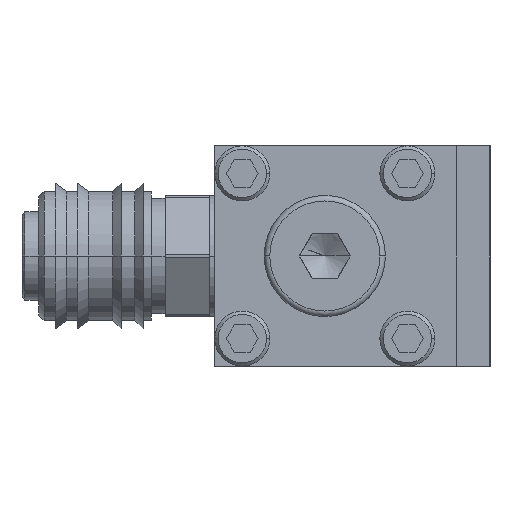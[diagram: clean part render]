
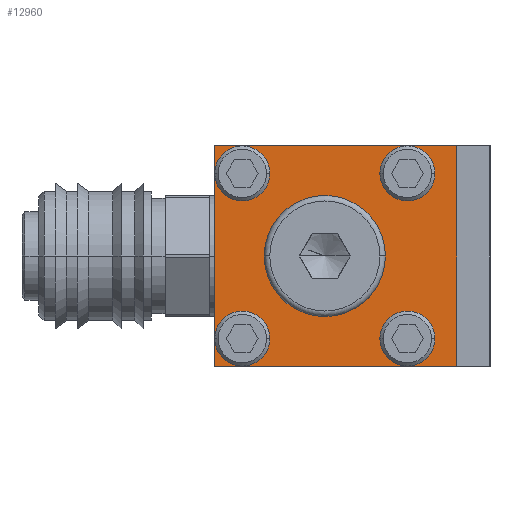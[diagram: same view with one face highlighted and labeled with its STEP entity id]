
A CAD part, left-side view. The second image highlights one B-rep face of the part: STEP entity #12960.
In plain terms, the highlighted face is planar.
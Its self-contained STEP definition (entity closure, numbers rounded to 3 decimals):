
#8710=CARTESIAN_POINT('',(-20.,-6.,-14.5));
#8720=VERTEX_POINT('',#8710);
#8750=CARTESIAN_POINT('',(-20.,0.,-14.5));
#8760=DIRECTION('',(0.,-1.,0.));
#8770=VECTOR('',#8760,1.);
#8780=LINE('',#8750,#8770);
#8790=CARTESIAN_POINT('',(-20.,-50.,-14.5));
#8800=VERTEX_POINT('',#8790);
#8810=EDGE_CURVE('',#8720,#8800,#8780,.T.);
#10660=CARTESIAN_POINT('',(11.7,-45.,-14.5));
#10670=VERTEX_POINT('',#10660);
#10750=CARTESIAN_POINT('',(18.3,-45.,-14.5));
#10760=VERTEX_POINT('',#10750);
#10790=CARTESIAN_POINT('',(15.,-45.,-14.5));
#10800=DIRECTION('',(0.,0.,-1.));
#10810=DIRECTION('',(-1.,0.,0.));
#10820=AXIS2_PLACEMENT_3D('',#10790,#10800,#10810);
#10830=CIRCLE('',#10820,3.3);
#10840=EDGE_CURVE('',#10760,#10670,#10830,.T.);
#10980=CARTESIAN_POINT('',(18.3,-15.,-14.5));
#10990=VERTEX_POINT('',#10980);
#11070=CARTESIAN_POINT('',(11.7,-15.,-14.5));
#11080=VERTEX_POINT('',#11070);
#11110=CARTESIAN_POINT('',(15.,-15.,-14.5));
#11120=DIRECTION('',(0.,0.,-1.));
#11130=DIRECTION('',(-1.,0.,0.));
#11140=AXIS2_PLACEMENT_3D('',#11110,#11120,#11130);
#11150=CIRCLE('',#11140,3.3);
#11160=EDGE_CURVE('',#11080,#10990,#11150,.T.);
#11300=CARTESIAN_POINT('',(-18.3,-45.,-14.5));
#11310=VERTEX_POINT('',#11300);
#11390=CARTESIAN_POINT('',(-11.7,-45.,-14.5));
#11400=VERTEX_POINT('',#11390);
#11430=CARTESIAN_POINT('',(-15.,-45.,-14.5));
#11440=DIRECTION('',(0.,0.,-1.));
#11450=DIRECTION('',(-1.,0.,0.));
#11460=AXIS2_PLACEMENT_3D('',#11430,#11440,#11450);
#11470=CIRCLE('',#11460,3.3);
#11480=EDGE_CURVE('',#11400,#11310,#11470,.T.);
#11620=CARTESIAN_POINT('',(-18.3,-15.,-14.5));
#11630=VERTEX_POINT('',#11620);
#11710=CARTESIAN_POINT('',(-11.7,-15.,-14.5));
#11720=VERTEX_POINT('',#11710);
#11750=CARTESIAN_POINT('',(-15.,-15.,-14.5));
#11760=DIRECTION('',(0.,0.,-1.));
#11770=DIRECTION('',(-1.,0.,0.));
#11780=AXIS2_PLACEMENT_3D('',#11750,#11760,#11770);
#11790=CIRCLE('',#11780,3.3);
#11800=EDGE_CURVE('',#11720,#11630,#11790,.T.);
#12270=CARTESIAN_POINT('',(-20.4,-50.45,-14.5));
#12280=DIRECTION('',(0.,0.,1.));
#12290=DIRECTION('',(1.,0.,0.));
#12300=AXIS2_PLACEMENT_3D('',#12270,#12280,#12290);
#12310=PLANE('',#12300);
#12320=EDGE_CURVE('',#10670,#10760,#10830,.T.);
#12330=ORIENTED_EDGE('',*,*,#12320,.T.);
#12340=ORIENTED_EDGE('',*,*,#10840,.T.);
#12350=EDGE_LOOP('',(#12340,#12330));
#12360=FACE_BOUND('',#12350,.T.);
#12370=EDGE_CURVE('',#10990,#11080,#11150,.T.);
#12380=ORIENTED_EDGE('',*,*,#12370,.T.);
#12390=ORIENTED_EDGE('',*,*,#11160,.T.);
#12400=EDGE_LOOP('',(#12390,#12380));
#12410=FACE_BOUND('',#12400,.T.);
#12420=EDGE_CURVE('',#11310,#11400,#11470,.T.);
#12430=ORIENTED_EDGE('',*,*,#12420,.T.);
#12440=ORIENTED_EDGE('',*,*,#11480,.T.);
#12450=EDGE_LOOP('',(#12440,#12430));
#12460=FACE_BOUND('',#12450,.T.);
#12470=CARTESIAN_POINT('',(0.,-30.,-14.5));
#12480=DIRECTION('',(0.,0.,-1.));
#12490=DIRECTION('',(0.,-1.,0.));
#12500=AXIS2_PLACEMENT_3D('',#12470,#12480,#12490);
#12510=CIRCLE('',#12500,8.331);
#12520=CARTESIAN_POINT('',(-8.331,-30.,-14.5));
#12530=VERTEX_POINT('',#12520);
#12540=CARTESIAN_POINT('',(8.331,-30.,-14.5));
#12550=VERTEX_POINT('',#12540);
#12560=EDGE_CURVE('',#12530,#12550,#12510,.T.);
#12570=ORIENTED_EDGE('',*,*,#12560,.T.);
#12580=CARTESIAN_POINT('',(0.,-38.331,-14.5
));
#12590=VERTEX_POINT('',#12580);
#12600=EDGE_CURVE('',#12590,#12530,#12510,.T.);
#12610=ORIENTED_EDGE('',*,*,#12600,.T.);
#12620=EDGE_CURVE('',#12550,#12590,#12510,.T.);
#12630=ORIENTED_EDGE('',*,*,#12620,.T.);
#12640=EDGE_LOOP('',(#12630,#12610,#12570));
#12650=FACE_BOUND('',#12640,.T.);
#12660=EDGE_CURVE('',#11630,#11720,#11790,.T.);
#12670=ORIENTED_EDGE('',*,*,#12660,.T.);
#12680=ORIENTED_EDGE('',*,*,#11800,.T.);
#12690=EDGE_LOOP('',(#12680,#12670));
#12700=FACE_BOUND('',#12690,.T.);
#12710=CARTESIAN_POINT('',(20.,0.,-14.5));
#12720=DIRECTION('',(0.,1.,0.));
#12730=VECTOR('',#12720,1.);
#12740=LINE('',#12710,#12730);
#12750=CARTESIAN_POINT('',(20.,-50.,-14.5));
#12760=VERTEX_POINT('',#12750);
#12770=CARTESIAN_POINT('',(20.,-6.,-14.5));
#12780=VERTEX_POINT('',#12770);
#12790=EDGE_CURVE('',#12760,#12780,#12740,.T.);
#12800=ORIENTED_EDGE('',*,*,#12790,.T.);
#12810=CARTESIAN_POINT('',(0.,-50.,-14.5));
#12820=DIRECTION('',(1.,0.,0.));
#12830=VECTOR('',#12820,1.);
#12840=LINE('',#12810,#12830);
#12850=EDGE_CURVE('',#8800,#12760,#12840,.T.);
#12860=ORIENTED_EDGE('',*,*,#12850,.T.);
#12870=ORIENTED_EDGE('',*,*,#8810,.T.);
#12880=CARTESIAN_POINT('',(0.,-6.,-14.5));
#12890=DIRECTION('',(1.,0.,0.));
#12900=VECTOR('',#12890,1.);
#12910=LINE('',#12880,#12900);
#12920=EDGE_CURVE('',#8720,#12780,#12910,.T.);
#12930=ORIENTED_EDGE('',*,*,#12920,.F.);
#12940=EDGE_LOOP('',(#12930,#12870,#12860,#12800));
#12950=FACE_OUTER_BOUND('',#12940,.T.);
#12960=ADVANCED_FACE('',(#12360,#12410,#12460,#12650,#12700,#12950),
#12310,.T.);
